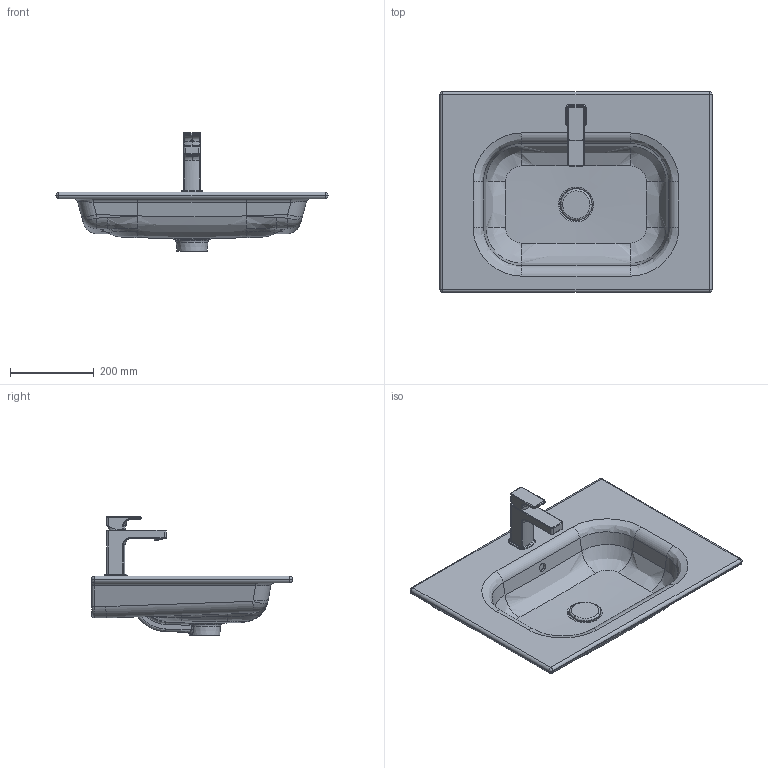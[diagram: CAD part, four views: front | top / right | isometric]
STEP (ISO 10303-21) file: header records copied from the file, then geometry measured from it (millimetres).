
FILE_DESCRIPTION(/* description */ (''),/* implementation_level */ '2;1');
FILE_NAME(/* name */ 'Stella Armatürlü Tapali Lavabo.stp',/* time_stamp */ '2022-11-22T21:50:58+03:00',/* author */ (''),/* organization */ (''),/* preprocessor_version */ 'ST-DEVELOPER v16.7',/* originating_system */ 'SIEMENS PLM Software NX 12.0',/* authorisation */ '');
FILE_SCHEMA (('AUTOMOTIVE_DESIGN { 1 0 10303 214 3 1 1 1 }'));
Length unit declared in the file: millimetre
Products named in the file (3): model152; Faucet_00153; Slimm-Lavabo_7191__stp.prt_stp
Assembly tree (2 placements, depth 2):
  Slimm-Lavabo_7191__stp.prt_stp
    Faucet_00153
    model152
Bounding box: 650 x 480 x 283.57 mm (x, y, z)
Volume: 10962082 mm3; surface area: 963404.6 mm2
Topology: 3 solids, 3 shells, 338 faces, 804 edges, 460 vertices
Faces by surface type: bspline 115, cylinder 107, plane 61, torus 28, sphere 18, cone 6, extrusion 3
Full cylindrical faces by diameter (mm): 35 x1, 48.677 x1
Entity records: 18294 total; most frequent: CARTESIAN_POINT 11378, ORIENTED_EDGE 1548, DIRECTION 1241, EDGE_CURVE 774, AXIS2_PLACEMENT_3D 513, VERTEX_POINT 453, EDGE_LOOP 357, ADVANCED_FACE 338
